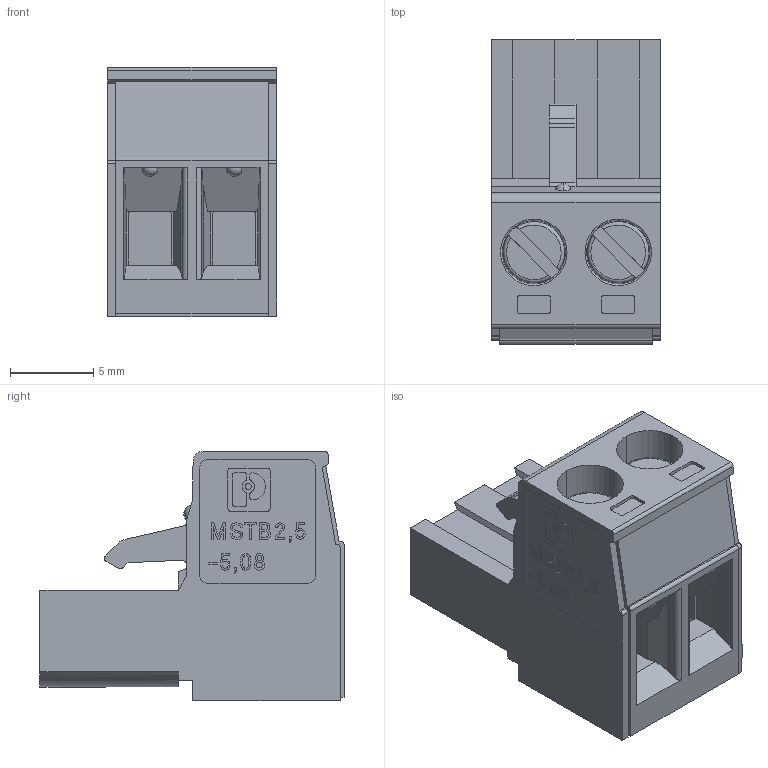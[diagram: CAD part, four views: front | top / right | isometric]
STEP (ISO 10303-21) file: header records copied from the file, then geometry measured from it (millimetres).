
FILE_DESCRIPTION (( 'STEP AP214' ), '1' );
FILE_NAME ('1757019.STEP', '2019-01-31T10:28:14', ( '' ), ( '' ), 'SwSTEP 2.0', 'SolidWorks 2018', '' );
FILE_SCHEMA (( 'AUTOMOTIVE_DESIGN' ));
Length unit declared in the file: millimetre
Products named in the file (1): 1757019
Bounding box: 10.22 x 18.3 x 15 mm (x, y, z)
Volume: 1527.4 mm3; surface area: 2082.7 mm2
Topology: 3 solids, 3 shells, 762 faces, 2130 edges, 1408 vertices
Faces by surface type: plane 654, cylinder 86, cone 12, sphere 6, torus 4
Entity records: 33017 total; most frequent: CARTESIAN_POINT 4803, ORIENTED_EDGE 4256, DIRECTION 3849, EDGE_CURVE 2128, VECTOR 1897, LINE 1897, VERTEX_POINT 1408, AXIS2_PLACEMENT_3D 976
